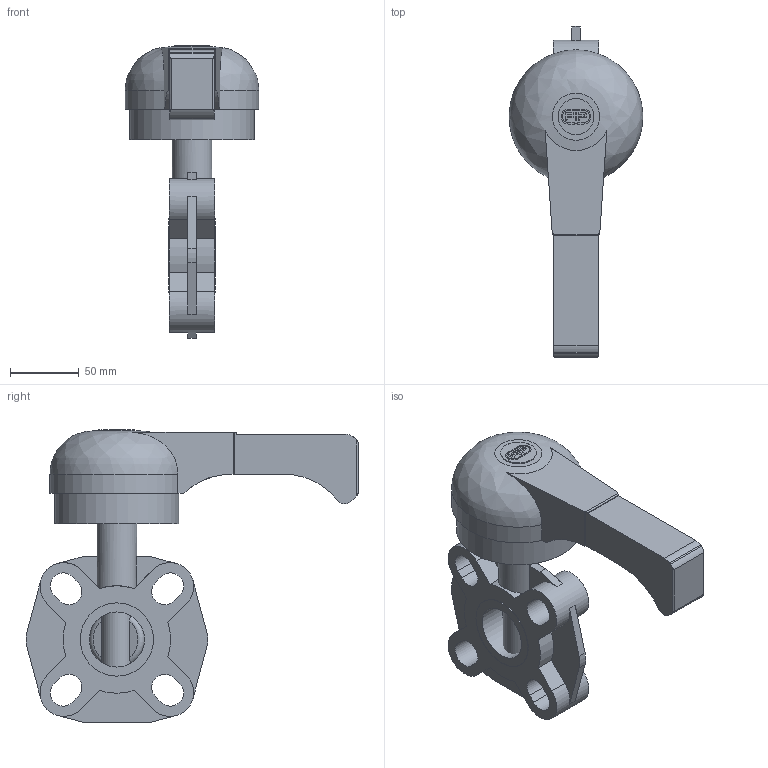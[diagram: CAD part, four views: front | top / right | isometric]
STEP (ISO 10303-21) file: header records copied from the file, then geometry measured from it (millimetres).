
FILE_DESCRIPTION(/* description */ (''),/* implementation_level */ '2;1');
FILE_NAME(/* name */ 'FKOVLM050E.iam.stp',/* time_stamp */ '2013-10-01T10:18:30+02:00',/* author */ ('bfaro'),/* organization */ (''),/* preprocessor_version */ 'ST-DEVELOPER v15.2',/* originating_system */ 'Autodesk Inventor 2014',/* authorisation */ '');
FILE_SCHEMA (('AUTOMOTIVE_DESIGN { 1 0 10303 214 3 1 1 }'));
Length unit declared in the file: millimetre
Products named in the file (5): cassa FK 050; Disco FE-FK 050; Maniglia FK  50-63-75; Piastrina 40; FKOVLM050E
Bounding box: 96.99 x 240.9 x 212.1 mm (x, y, z)
Volume: 860066.7 mm3; surface area: 120411.6 mm2
Topology: 4 solids, 4 shells, 167 faces, 445 edges, 297 vertices
Faces by surface type: plane 103, cylinder 61, torus 2, bspline 1
Full cylindrical faces by diameter (mm): 22 x1, 26.1 x1, 29 x1, 40 x1, 53.2 x2, 90 x1
Entity records: 5543 total; most frequent: CARTESIAN_POINT 1139, DIRECTION 919, ORIENTED_EDGE 874, EDGE_CURVE 437, AXIS2_PLACEMENT_3D 320, VERTEX_POINT 296, LINE 279, VECTOR 279
